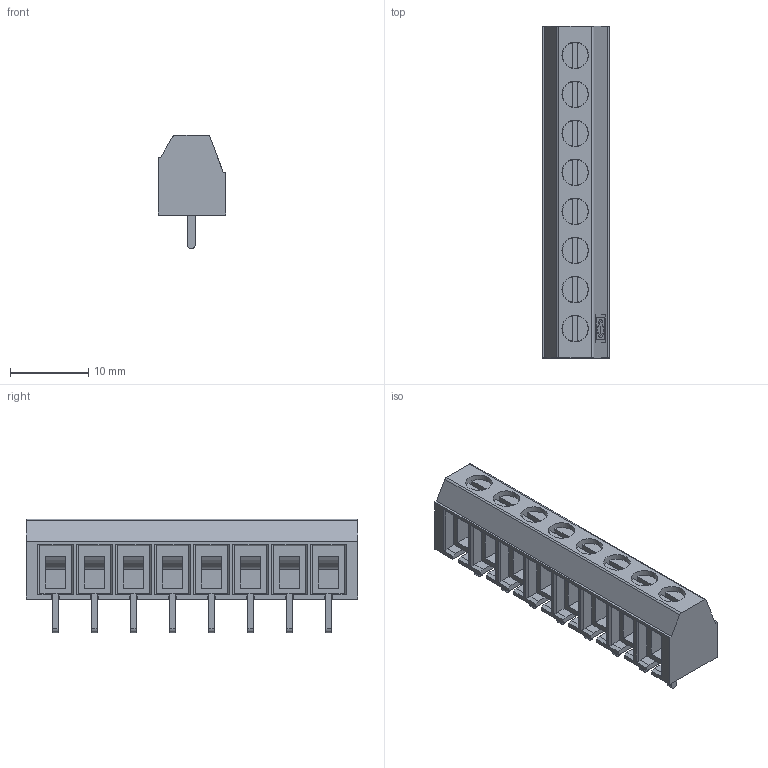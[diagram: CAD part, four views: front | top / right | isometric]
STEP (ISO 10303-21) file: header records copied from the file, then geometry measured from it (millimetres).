
FILE_DESCRIPTION(('STEP AP214'),'1');
FILE_NAME('MBE158-5-V-TH-BK.stp','2025-05-16T12:38:09',(' '),(' '),'Spatial InterOp 3D',' ',' ');
FILE_SCHEMA(('AUTOMOTIVE_DESIGN { 1 0 10303 214 1 1 1 1 }'));
Length unit declared in the file: metre
Products named in the file (1): 1747409100
Bounding box: 8.6 x 42.5 x 14.5 mm (x, y, z)
Volume: 2542.4 mm3; surface area: 2945.3 mm2
Topology: 1 solids, 1 shells, 380 faces, 1029 edges, 686 vertices
Faces by surface type: plane 333, cylinder 38, torus 8, extrusion 1
Full cylindrical faces by diameter (mm): 3.3 x8, 3.4 x8
Entity records: 14613 total; most frequent: CARTESIAN_POINT 2058, ORIENTED_EDGE 1978, DIRECTION 1856, EDGE_CURVE 989, VECTOR 880, LINE 879, VERTEX_POINT 670, AXIS2_PLACEMENT_3D 488
